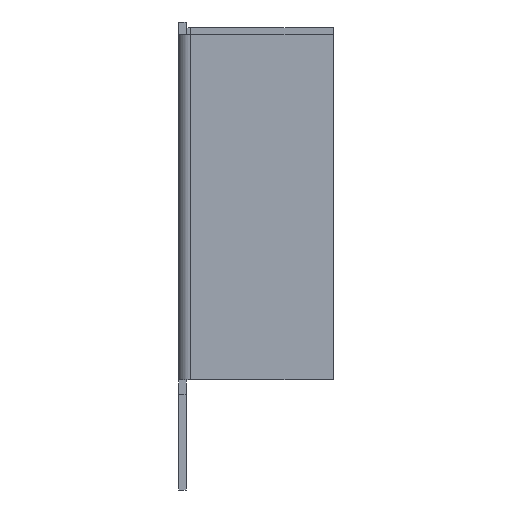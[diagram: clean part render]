
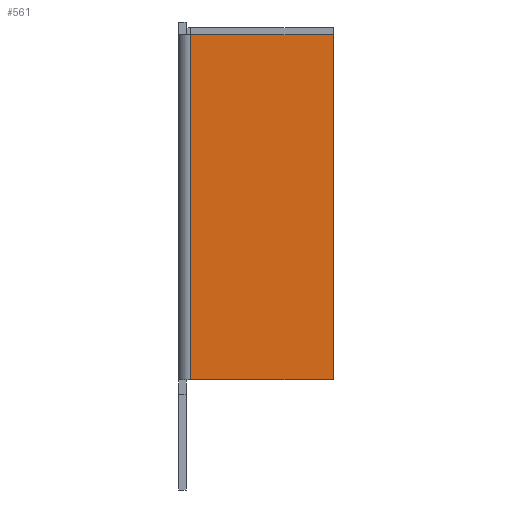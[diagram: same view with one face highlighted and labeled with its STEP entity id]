
A CAD part, left-side view. The second image highlights one B-rep face of the part: STEP entity #561.
In plain terms, the highlighted planar face has unit normal (-1, 0, 0).
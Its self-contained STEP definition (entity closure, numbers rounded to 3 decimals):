
#6 = DIRECTION ( 'NONE',  ( 0., 0., -1. ) ) ;
#14 = AXIS2_PLACEMENT_3D ( 'NONE', #1077, #395, #1189 ) ;
#27 = VECTOR ( 'NONE', #315, 1000. ) ;
#186 = EDGE_CURVE ( 'NONE', #1248, #1100, #211, .T. ) ;
#211 = LINE ( 'NONE', #1121, #1359 ) ;
#251 = ORIENTED_EDGE ( 'NONE', *, *, #1033, .F. ) ;
#307 = EDGE_CURVE ( 'NONE', #506, #1085, #353, .T. ) ;
#315 = DIRECTION ( 'NONE',  ( 0., 0., -1. ) ) ;
#353 = LINE ( 'NONE', #768, #27 ) ;
#395 = DIRECTION ( 'NONE',  ( -1., 0., 0. ) ) ;
#417 = DIRECTION ( 'NONE',  ( 0., -1., 0. ) ) ;
#472 = CARTESIAN_POINT ( 'NONE',  ( 0.75, -1., 15. ) ) ;
#479 = CARTESIAN_POINT ( 'NONE',  ( 0.75, -1.6, 15. ) ) ;
#506 = VERTEX_POINT ( 'NONE', #601 ) ;
#561 = ADVANCED_FACE ( 'NONE', ( #1357 ), #850, .T. ) ;
#582 = DIRECTION ( 'NONE',  ( 0., 1., 0. ) ) ;
#601 = CARTESIAN_POINT ( 'NONE',  ( 0.75, -21.05, 62. ) ) ;
#661 = EDGE_CURVE ( 'NONE', #1248, #506, #1226, .T. ) ;
#764 = CARTESIAN_POINT ( 'NONE',  ( 0.75, -21.05, 62. ) ) ;
#768 = CARTESIAN_POINT ( 'NONE',  ( 0.75, -21.05, 15. ) ) ;
#834 = EDGE_LOOP ( 'NONE', ( #1372, #1133, #251, #1259 ) ) ;
#850 = PLANE ( 'NONE',  #14 ) ;
#974 = CARTESIAN_POINT ( 'NONE',  ( 0.75, -21.05, 15. ) ) ;
#979 = VECTOR ( 'NONE', #582, 1000. ) ;
#1033 = EDGE_CURVE ( 'NONE', #1085, #1100, #1254, .T. ) ;
#1077 = CARTESIAN_POINT ( 'NONE',  ( 0.75, 0., 0. ) ) ;
#1085 = VERTEX_POINT ( 'NONE', #974 ) ;
#1100 = VERTEX_POINT ( 'NONE', #479 ) ;
#1121 = CARTESIAN_POINT ( 'NONE',  ( 0.75, -1.6, 0. ) ) ;
#1133 = ORIENTED_EDGE ( 'NONE', *, *, #186, .T. ) ;
#1189 = DIRECTION ( 'NONE',  ( 0., -1., 0. ) ) ;
#1226 = LINE ( 'NONE', #764, #1299 ) ;
#1248 = VERTEX_POINT ( 'NONE', #1374 ) ;
#1254 = LINE ( 'NONE', #472, #979 ) ;
#1259 = ORIENTED_EDGE ( 'NONE', *, *, #307, .F. ) ;
#1299 = VECTOR ( 'NONE', #417, 1000. ) ;
#1357 = FACE_OUTER_BOUND ( 'NONE', #834, .T. ) ;
#1359 = VECTOR ( 'NONE', #6, 1000. ) ;
#1372 = ORIENTED_EDGE ( 'NONE', *, *, #661, .F. ) ;
#1374 = CARTESIAN_POINT ( 'NONE',  ( 0.75, -1.6, 62. ) ) ;
